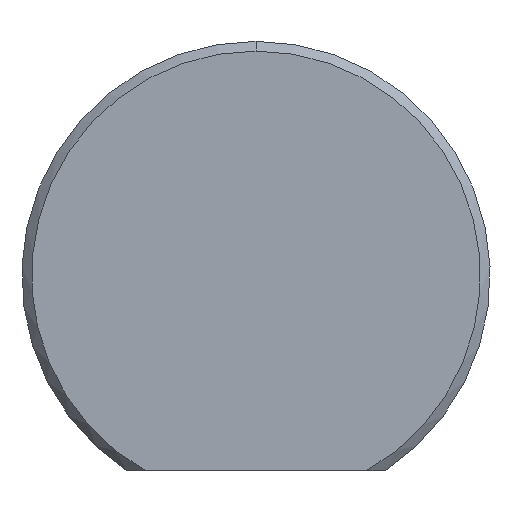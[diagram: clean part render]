
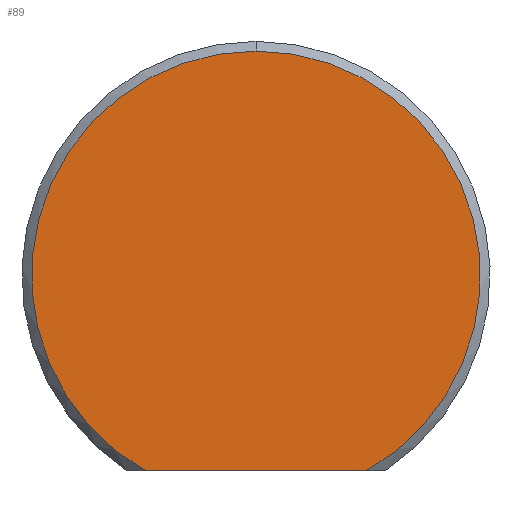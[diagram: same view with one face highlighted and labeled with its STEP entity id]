
A CAD part, front view. The second image highlights one B-rep face of the part: STEP entity #89.
In plain terms, the highlighted planar face has unit normal (0, -1, 0).
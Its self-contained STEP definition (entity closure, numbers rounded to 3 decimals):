
#4 = EDGE_CURVE ( 'NONE', #223, #210, #112, .T. ) ;
#18 = FACE_OUTER_BOUND ( 'NONE', #163, .T. ) ;
#20 = ORIENTED_EDGE ( 'NONE', *, *, #4, .T. ) ;
#38 = DIRECTION ( 'NONE',  ( 0., 0., 1. ) ) ;
#43 = EDGE_CURVE ( 'NONE', #99, #223, #140, .T. ) ;
#48 = CARTESIAN_POINT ( 'NONE',  ( -1.42, 0., -2.5 ) ) ;
#80 = AXIS2_PLACEMENT_3D ( 'NONE', #227, #190, #168 ) ;
#85 = PLANE ( 'NONE',  #80 ) ;
#89 = ADVANCED_FACE ( 'NONE', ( #18 ), #85, .F. ) ;
#99 = VERTEX_POINT ( 'NONE', #147 ) ;
#105 = CARTESIAN_POINT ( 'NONE',  ( 0., 0., 0. ) ) ;
#106 = DIRECTION ( 'NONE',  ( 0., -1., 0. ) ) ;
#112 = LINE ( 'NONE', #182, #278 ) ;
#117 = CARTESIAN_POINT ( 'NONE',  ( 1.42, 0., -2.5 ) ) ;
#132 = AXIS2_PLACEMENT_3D ( 'NONE', #228, #106, #258 ) ;
#140 = CIRCLE ( 'NONE', #218, 2.875 ) ;
#147 = CARTESIAN_POINT ( 'NONE',  ( 0., 0., 2.875 ) ) ;
#151 = EDGE_CURVE ( 'NONE', #210, #99, #237, .T. ) ;
#163 = EDGE_LOOP ( 'NONE', ( #20, #253, #277 ) ) ;
#168 = DIRECTION ( 'NONE',  ( 0., 0., 1. ) ) ;
#182 = CARTESIAN_POINT ( 'NONE',  ( 0., 0., -2.5 ) ) ;
#190 = DIRECTION ( 'NONE',  ( 0., 1., 0. ) ) ;
#210 = VERTEX_POINT ( 'NONE', #117 ) ;
#218 = AXIS2_PLACEMENT_3D ( 'NONE', #105, #257, #38 ) ;
#221 = DIRECTION ( 'NONE',  ( 1., 0., 0. ) ) ;
#223 = VERTEX_POINT ( 'NONE', #48 ) ;
#227 = CARTESIAN_POINT ( 'NONE',  ( 0., 0., 0. ) ) ;
#228 = CARTESIAN_POINT ( 'NONE',  ( 0., 0., 0. ) ) ;
#237 = CIRCLE ( 'NONE', #132, 2.875 ) ;
#253 = ORIENTED_EDGE ( 'NONE', *, *, #151, .T. ) ;
#257 = DIRECTION ( 'NONE',  ( 0., -1., 0. ) ) ;
#258 = DIRECTION ( 'NONE',  ( 0., 0., 1. ) ) ;
#277 = ORIENTED_EDGE ( 'NONE', *, *, #43, .T. ) ;
#278 = VECTOR ( 'NONE', #221, 1000. ) ;
